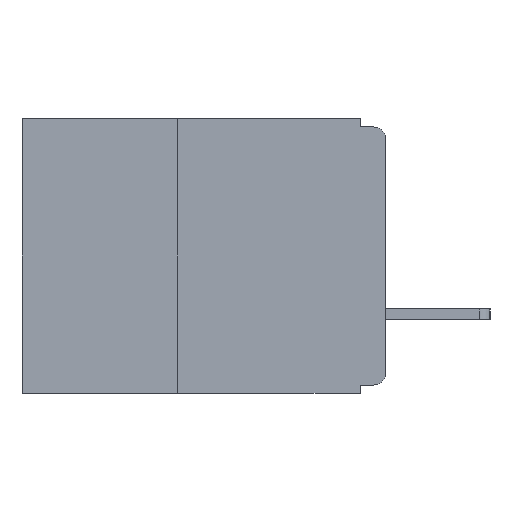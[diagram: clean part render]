
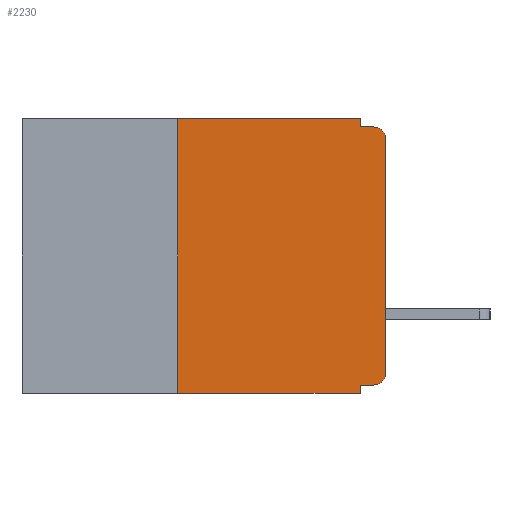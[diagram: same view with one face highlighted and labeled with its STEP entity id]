
A CAD part, left-side view. The second image highlights one B-rep face of the part: STEP entity #2230.
In plain terms, the highlighted planar face has unit normal (-1, 0, 0).
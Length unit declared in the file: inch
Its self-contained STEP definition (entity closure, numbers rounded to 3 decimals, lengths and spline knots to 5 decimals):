
#321 = LINE ( 'NONE', #19052, #9754 ) ;
#496 = EDGE_CURVE ( 'NONE', #20663, #10215, #13663, .T. ) ;
#1185 = DIRECTION ( 'NONE',  ( 0., 0., -1. ) ) ;
#1190 = DIRECTION ( 'NONE',  ( 0., 0., 1. ) ) ;
#1506 = VECTOR ( 'NONE', #4964, 39.37008 ) ;
#1560 = ORIENTED_EDGE ( 'NONE', *, *, #2823, .F. ) ;
#1698 = CARTESIAN_POINT ( 'NONE',  ( 0., 0.015, -0.32 ) ) ;
#1871 = LINE ( 'NONE', #18166, #21310 ) ;
#2230 = ADVANCED_FACE ( 'NONE', ( #18881 ), #23747, .F. ) ;
#2358 = CARTESIAN_POINT ( 'NONE',  ( 0., 0., -0.32 ) ) ;
#2823 = EDGE_CURVE ( 'NONE', #10215, #19421, #11353, .T. ) ;
#2888 = DIRECTION ( 'NONE',  ( 0., -1., 0. ) ) ;
#3197 = AXIS2_PLACEMENT_3D ( 'NONE', #20343, #9090, #22227 ) ;
#3566 = CARTESIAN_POINT ( 'NONE',  ( 0., 0.031, 0. ) ) ;
#3860 = VERTEX_POINT ( 'NONE', #4435 ) ;
#4067 = EDGE_CURVE ( 'NONE', #15582, #17109, #1871, .T. ) ;
#4367 = ORIENTED_EDGE ( 'NONE', *, *, #4772, .F. ) ;
#4435 = CARTESIAN_POINT ( 'NONE',  ( 0., 0.031, -0.32 ) ) ;
#4757 = CARTESIAN_POINT ( 'NONE',  ( 0., 0.015, -0.025 ) ) ;
#4772 = EDGE_CURVE ( 'NONE', #3860, #13661, #20143, .T. ) ;
#4922 = CARTESIAN_POINT ( 'NONE',  ( 0., 0.437, 0. ) ) ;
#4964 = DIRECTION ( 'NONE',  ( 0., -1., 0. ) ) ;
#5138 = CIRCLE ( 'NONE', #17113, 0.015 ) ;
#5457 = ORIENTED_EDGE ( 'NONE', *, *, #496, .F. ) ;
#6275 = EDGE_CURVE ( 'NONE', #15839, #22539, #321, .T. ) ;
#6581 = EDGE_LOOP ( 'NONE', ( #15274, #16166, #23876, #13629, #1560, #5457, #22885, #4367, #12058, #18894 ) ) ;
#6656 = DIRECTION ( 'NONE',  ( 0., 0., -1. ) ) ;
#7109 = VECTOR ( 'NONE', #17449, 39.37008 ) ;
#7110 = LINE ( 'NONE', #21804, #1506 ) ;
#9090 = DIRECTION ( 'NONE',  ( -1., 0., 0. ) ) ;
#9160 = CARTESIAN_POINT ( 'NONE',  ( 0., 0.25, -0.33 ) ) ;
#9754 = VECTOR ( 'NONE', #15251, 39.37008 ) ;
#9880 = AXIS2_PLACEMENT_3D ( 'NONE', #4922, #12453, #1185 ) ;
#10215 = VERTEX_POINT ( 'NONE', #13248 ) ;
#10273 = CARTESIAN_POINT ( 'NONE',  ( 0., 0.031, -0.01 ) ) ;
#10966 = EDGE_CURVE ( 'NONE', #17679, #3860, #17116, .T. ) ;
#11050 = CARTESIAN_POINT ( 'NONE',  ( 0., 0.031, -0.33 ) ) ;
#11353 = LINE ( 'NONE', #14150, #16394 ) ;
#12058 = ORIENTED_EDGE ( 'NONE', *, *, #10966, .F. ) ;
#12453 = DIRECTION ( 'NONE',  ( 1., 0., 0. ) ) ;
#12862 = VECTOR ( 'NONE', #19116, 39.37008 ) ;
#13248 = CARTESIAN_POINT ( 'NONE',  ( 0., 0.25, 0. ) ) ;
#13629 = ORIENTED_EDGE ( 'NONE', *, *, #14374, .F. ) ;
#13661 = VERTEX_POINT ( 'NONE', #11050 ) ;
#13663 = LINE ( 'NONE', #9160, #20722 ) ;
#14094 = CARTESIAN_POINT ( 'NONE',  ( 0., 0.25, -0.33 ) ) ;
#14150 = CARTESIAN_POINT ( 'NONE',  ( 0., 0.437, 0. ) ) ;
#14297 = CARTESIAN_POINT ( 'NONE',  ( 0., 0.015, -0.01 ) ) ;
#14374 = EDGE_CURVE ( 'NONE', #19421, #15839, #17897, .T. ) ;
#15126 = VECTOR ( 'NONE', #23550, 39.37008 ) ;
#15251 = DIRECTION ( 'NONE',  ( 0., -1., 0. ) ) ;
#15274 = ORIENTED_EDGE ( 'NONE', *, *, #4067, .T. ) ;
#15582 = VERTEX_POINT ( 'NONE', #22670 ) ;
#15839 = VERTEX_POINT ( 'NONE', #10273 ) ;
#16166 = ORIENTED_EDGE ( 'NONE', *, *, #16495, .T. ) ;
#16330 = CARTESIAN_POINT ( 'NONE',  ( 0., 0., -0.025 ) ) ;
#16394 = VECTOR ( 'NONE', #2888, 39.37008 ) ;
#16495 = EDGE_CURVE ( 'NONE', #17109, #22539, #5138, .T. ) ;
#16920 = CIRCLE ( 'NONE', #3197, 0.015 ) ;
#17109 = VERTEX_POINT ( 'NONE', #16330 ) ;
#17113 = AXIS2_PLACEMENT_3D ( 'NONE', #4757, #17918, #6656 ) ;
#17116 = LINE ( 'NONE', #2358, #7109 ) ;
#17228 = CARTESIAN_POINT ( 'NONE',  ( 0., 0.031, 0. ) ) ;
#17449 = DIRECTION ( 'NONE',  ( 0., 1., 0. ) ) ;
#17679 = VERTEX_POINT ( 'NONE', #1698 ) ;
#17897 = LINE ( 'NONE', #17228, #12862 ) ;
#17918 = DIRECTION ( 'NONE',  ( -1., 0., 0. ) ) ;
#18166 = CARTESIAN_POINT ( 'NONE',  ( 0., 0., 0. ) ) ;
#18532 = DIRECTION ( 'NONE',  ( 0., 0., 1. ) ) ;
#18648 = EDGE_CURVE ( 'NONE', #20663, #13661, #7110, .T. ) ;
#18881 = FACE_OUTER_BOUND ( 'NONE', #6581, .T. ) ;
#18894 = ORIENTED_EDGE ( 'NONE', *, *, #22012, .T. ) ;
#19052 = CARTESIAN_POINT ( 'NONE',  ( 0., 0., -0.01 ) ) ;
#19116 = DIRECTION ( 'NONE',  ( 0., 0., -1. ) ) ;
#19421 = VERTEX_POINT ( 'NONE', #3566 ) ;
#20143 = LINE ( 'NONE', #21653, #15126 ) ;
#20343 = CARTESIAN_POINT ( 'NONE',  ( 0., 0.015, -0.305 ) ) ;
#20663 = VERTEX_POINT ( 'NONE', #14094 ) ;
#20722 = VECTOR ( 'NONE', #18532, 39.37008 ) ;
#21310 = VECTOR ( 'NONE', #1190, 39.37008 ) ;
#21653 = CARTESIAN_POINT ( 'NONE',  ( 0., 0.031, -0.33 ) ) ;
#21804 = CARTESIAN_POINT ( 'NONE',  ( 0., 0.437, -0.33 ) ) ;
#22012 = EDGE_CURVE ( 'NONE', #17679, #15582, #16920, .T. ) ;
#22227 = DIRECTION ( 'NONE',  ( 0., 0., -1. ) ) ;
#22539 = VERTEX_POINT ( 'NONE', #14297 ) ;
#22670 = CARTESIAN_POINT ( 'NONE',  ( 0., 0., -0.305 ) ) ;
#22885 = ORIENTED_EDGE ( 'NONE', *, *, #18648, .T. ) ;
#23550 = DIRECTION ( 'NONE',  ( 0., 0., -1. ) ) ;
#23747 = PLANE ( 'NONE',  #9880 ) ;
#23876 = ORIENTED_EDGE ( 'NONE', *, *, #6275, .F. ) ;
